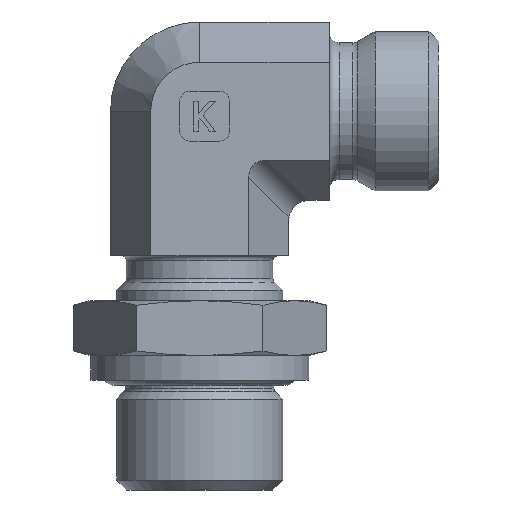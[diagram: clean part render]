
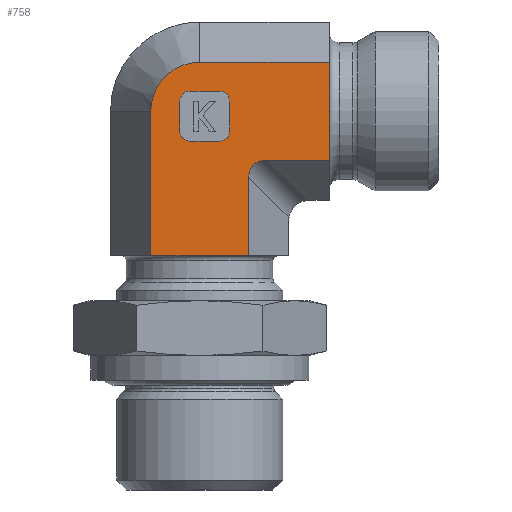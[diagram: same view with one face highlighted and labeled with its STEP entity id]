
A CAD part, left-side view. The second image highlights one B-rep face of the part: STEP entity #758.
In plain terms, the highlighted planar face has unit normal (-1, 0, 0).
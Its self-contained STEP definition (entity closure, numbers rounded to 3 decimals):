
#548=CARTESIAN_POINT('',(-26.321,3.24,2.5));
#549=VERTEX_POINT('',#548);
#556=CARTESIAN_POINT('',(-26.321,13.055,2.5));
#557=VERTEX_POINT('',#556);
#558=CARTESIAN_POINT('',(-26.321,13.055,2.5));
#559=DIRECTION('',(0.0,-1.0,0.0));
#560=VECTOR('',#559,9.815);
#561=LINE('',#558,#560);
#562=EDGE_CURVE('',#557,#549,#561,.T.);
#606=CARTESIAN_POINT('',(-26.321,13.055,17.0));
#607=VERTEX_POINT('',#606);
#608=CARTESIAN_POINT('',(-26.321,13.055,2.5));
#609=DIRECTION('',(0.0,0.0,1.0));
#610=VECTOR('',#609,14.5);
#611=LINE('',#608,#610);
#612=EDGE_CURVE('',#557,#607,#611,.T.);
#631=CARTESIAN_POINT('',(-26.321,3.24,0.0));
#632=DIRECTION('',(-1.0,0.0,0.0));
#633=DIRECTION('',(0.0,0.0,1.0));
#634=AXIS2_PLACEMENT_3D('',#631,#632,#633);
#635=PLANE('',#634);
#636=ORIENTED_EDGE('',*,*,#562,.T.);
#637=CARTESIAN_POINT('',(-26.321,3.24,10.36));
#638=VERTEX_POINT('',#637);
#639=CARTESIAN_POINT('',(-26.321,3.24,2.5));
#640=DIRECTION('',(0.0,0.0,1.0));
#641=VECTOR('',#640,7.86);
#642=LINE('',#639,#641);
#643=EDGE_CURVE('',#549,#638,#642,.T.);
#644=ORIENTED_EDGE('',*,*,#643,.T.);
#645=CARTESIAN_POINT('',(-26.321,1.508,12.093));
#646=VERTEX_POINT('',#645);
#647=CARTESIAN_POINT('',(-26.321,0.931,9.783));
#648=DIRECTION('',(-1.0,0.,0.));
#649=DIRECTION('',(0.,0.707,0.707));
#650=AXIS2_PLACEMENT_3D('',#647,#648,#649);
#651=ELLIPSE('',#650,2.582,2.);
#652=EDGE_CURVE('',#646,#638,#651,.T.);
#653=ORIENTED_EDGE('',*,*,#652,.F.);
#654=CARTESIAN_POINT('',(-26.321,-4.852,12.093));
#655=VERTEX_POINT('',#654);
#656=CARTESIAN_POINT('',(-26.321,1.508,12.093));
#657=DIRECTION('',(0.0,-1.0,0.0));
#658=VECTOR('',#657,6.36);
#659=LINE('',#656,#658);
#660=EDGE_CURVE('',#646,#655,#659,.T.);
#661=ORIENTED_EDGE('',*,*,#660,.T.);
#662=CARTESIAN_POINT('',(-26.321,-4.852,21.907));
#663=VERTEX_POINT('',#662);
#664=CARTESIAN_POINT('',(-26.321,-4.852,12.093));
#665=DIRECTION('',(0.0,0.0,1.0));
#666=VECTOR('',#665,9.815);
#667=LINE('',#664,#666);
#668=EDGE_CURVE('',#655,#663,#667,.T.);
#669=ORIENTED_EDGE('',*,*,#668,.T.);
#670=CARTESIAN_POINT('',(-26.321,8.148,21.907));
#671=VERTEX_POINT('',#670);
#672=CARTESIAN_POINT('',(-26.321,8.148,21.907));
#673=DIRECTION('',(0.0,-1.0,0.0));
#674=VECTOR('',#673,13.);
#675=LINE('',#672,#674);
#676=EDGE_CURVE('',#671,#663,#675,.T.);
#677=ORIENTED_EDGE('',*,*,#676,.F.);
#678=CARTESIAN_POINT('',(-26.321,8.148,17.0));
#679=DIRECTION('',(-1.0,0.0,0.0));
#680=DIRECTION('',(0.0,0.0,1.0));
#681=AXIS2_PLACEMENT_3D('',#678,#679,#680);
#682=CIRCLE('',#681,4.907);
#683=EDGE_CURVE('',#671,#607,#682,.T.);
#684=ORIENTED_EDGE('',*,*,#683,.T.);
#685=ORIENTED_EDGE('',*,*,#612,.F.);
#686=EDGE_LOOP('',(#636,#644,#653,#661,#669,#677,#684,#685));
#687=FACE_OUTER_BOUND('',#686,.T.);
#688=CARTESIAN_POINT('',(-26.321,6.148,14.));
#689=VERTEX_POINT('',#688);
#690=CARTESIAN_POINT('',(-26.321,9.148,14.));
#691=VERTEX_POINT('',#690);
#692=CARTESIAN_POINT('',(-26.321,6.148,14.));
#693=DIRECTION('',(0.0,1.0,0.0));
#694=VECTOR('',#693,3.0);
#695=LINE('',#692,#694);
#696=EDGE_CURVE('',#689,#691,#695,.T.);
#697=ORIENTED_EDGE('',*,*,#696,.T.);
#698=CARTESIAN_POINT('',(-26.321,10.148,15.));
#699=VERTEX_POINT('',#698);
#700=CARTESIAN_POINT('',(-26.321,9.148,15.));
#701=DIRECTION('',(-1.0,0.0,0.0));
#702=DIRECTION('',(0.0,0.707,-0.707));
#703=AXIS2_PLACEMENT_3D('',#700,#701,#702);
#704=CIRCLE('',#703,1.0);
#705=EDGE_CURVE('',#699,#691,#704,.T.);
#706=ORIENTED_EDGE('',*,*,#705,.F.);
#707=CARTESIAN_POINT('',(-26.321,10.148,18.));
#708=VERTEX_POINT('',#707);
#709=CARTESIAN_POINT('',(-26.321,10.148,15.));
#710=DIRECTION('',(0.0,0.0,1.0));
#711=VECTOR('',#710,3.0);
#712=LINE('',#709,#711);
#713=EDGE_CURVE('',#699,#708,#712,.T.);
#714=ORIENTED_EDGE('',*,*,#713,.T.);
#715=CARTESIAN_POINT('',(-26.321,9.148,19.));
#716=VERTEX_POINT('',#715);
#717=CARTESIAN_POINT('',(-26.321,9.148,18.));
#718=DIRECTION('',(-1.0,0.0,0.0));
#719=DIRECTION('',(0.0,0.707,0.707));
#720=AXIS2_PLACEMENT_3D('',#717,#718,#719);
#721=CIRCLE('',#720,1.0);
#722=EDGE_CURVE('',#716,#708,#721,.T.);
#723=ORIENTED_EDGE('',*,*,#722,.F.);
#724=CARTESIAN_POINT('',(-26.321,6.148,19.));
#725=VERTEX_POINT('',#724);
#726=CARTESIAN_POINT('',(-26.321,9.148,19.));
#727=DIRECTION('',(0.0,-1.0,0.0));
#728=VECTOR('',#727,3.);
#729=LINE('',#726,#728);
#730=EDGE_CURVE('',#716,#725,#729,.T.);
#731=ORIENTED_EDGE('',*,*,#730,.T.);
#732=CARTESIAN_POINT('',(-26.321,5.148,18.));
#733=VERTEX_POINT('',#732);
#734=CARTESIAN_POINT('',(-26.321,6.148,18.));
#735=DIRECTION('',(-1.0,0.0,0.0));
#736=DIRECTION('',(0.0,-0.707,0.707));
#737=AXIS2_PLACEMENT_3D('',#734,#735,#736);
#738=CIRCLE('',#737,1.0);
#739=EDGE_CURVE('',#733,#725,#738,.T.);
#740=ORIENTED_EDGE('',*,*,#739,.F.);
#741=CARTESIAN_POINT('',(-26.321,5.148,15.));
#742=VERTEX_POINT('',#741);
#743=CARTESIAN_POINT('',(-26.321,5.148,18.));
#744=DIRECTION('',(0.0,0.0,-1.0));
#745=VECTOR('',#744,3.0);
#746=LINE('',#743,#745);
#747=EDGE_CURVE('',#733,#742,#746,.T.);
#748=ORIENTED_EDGE('',*,*,#747,.T.);
#749=CARTESIAN_POINT('',(-26.321,6.148,15.));
#750=DIRECTION('',(-1.0,0.0,0.0));
#751=DIRECTION('',(0.0,-0.707,-0.707));
#752=AXIS2_PLACEMENT_3D('',#749,#750,#751);
#753=CIRCLE('',#752,1.0);
#754=EDGE_CURVE('',#689,#742,#753,.T.);
#755=ORIENTED_EDGE('',*,*,#754,.F.);
#756=EDGE_LOOP('',(#697,#706,#714,#723,#731,#740,#748,#755));
#757=FACE_BOUND('',#756,.T.);
#758=ADVANCED_FACE('',(#687,#757),#635,.T.);
